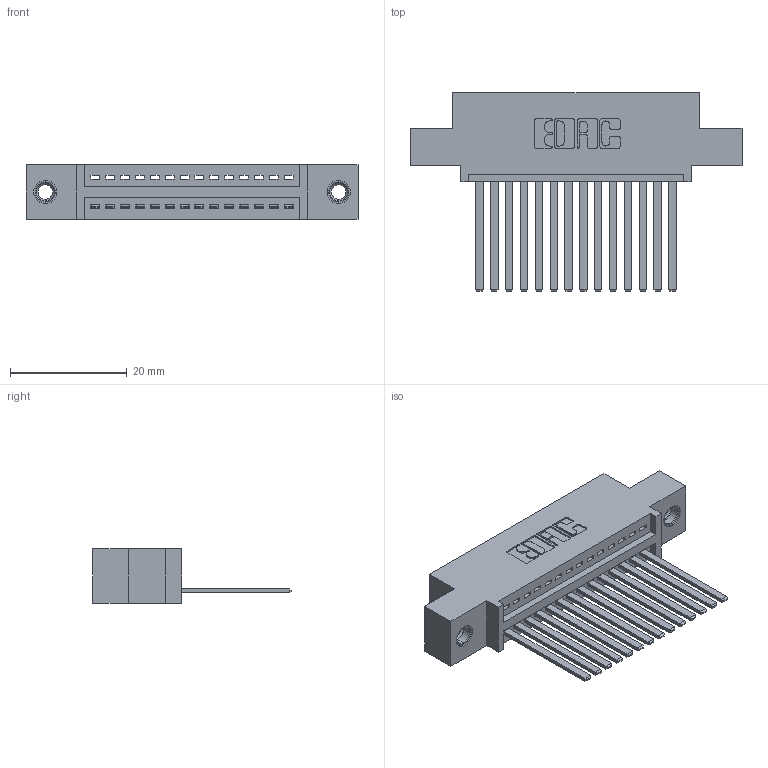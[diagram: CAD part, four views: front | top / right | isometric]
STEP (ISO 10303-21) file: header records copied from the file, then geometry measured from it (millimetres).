
FILE_DESCRIPTION (( 'STEP AP203' ), '1' );
FILE_NAME ('345-014-544-407.STEP', '2018-08-18T17:38:36', ( '' ), ( '' ), 'SwSTEP 2.0', 'SolidWorks 2016', '' );
FILE_SCHEMA (( 'CONFIG_CONTROL_DESIGN' ));
Length unit declared in the file: inch
Products named in the file (4): 345 Part_0.110 Offset - 0.156 Dia-TI; 345-292-001_345-293-144; 345-250-001_345-250-005-103; 345-014-544-407
Assembly tree (17 placements, depth 2):
  345-014-544-407
    345 Part_0.110 Offset - 0.156 Dia-TI
    345-292-001_345-293-144  x14
    345-250-001_345-250-005-103  x2
Bounding box: 56.77 x 33.96 x 9.4 mm (x, y, z)
Volume: 5237.9 mm3; surface area: 7181.3 mm2
Topology: 17 solids, 17 shells, 918 faces, 2701 edges, 1774 vertices
Faces by surface type: plane 620, cylinder 282, cone 12, torus 4
Entity records: 15440 total; most frequent: CARTESIAN_POINT 2657, ORIENTED_EDGE 2598, DIRECTION 2385, EDGE_CURVE 1299, LINE 1095, VECTOR 1095, VERTEX_POINT 860, AXIS2_PLACEMENT_3D 645
